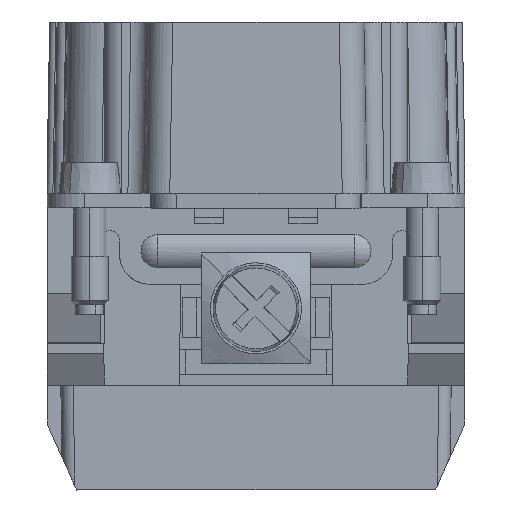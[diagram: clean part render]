
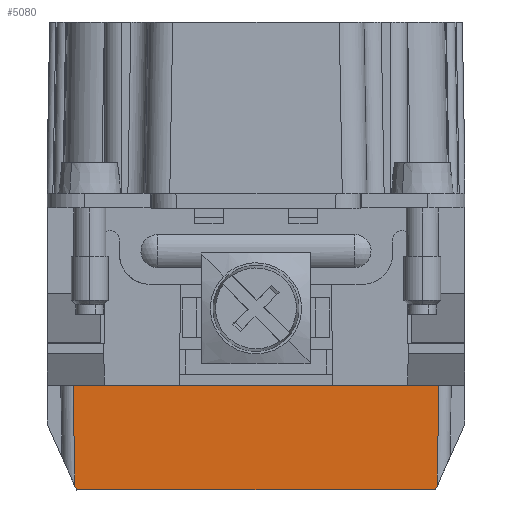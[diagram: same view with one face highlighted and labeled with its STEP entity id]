
A CAD part, front view. The second image highlights one B-rep face of the part: STEP entity #5080.
In plain terms, the highlighted planar face has unit normal (0, -1, -0.009).
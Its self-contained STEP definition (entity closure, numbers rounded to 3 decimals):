
#5005=AXIS2_PLACEMENT_3D('Plane Axis2P3D',#5002,#5003,#5004) ;
#3602=CARTESIAN_POINT('Vertex',(2.95,13.5,8.5)) ;
#3674=CARTESIAN_POINT('Vertex',(2.099,13.5,8.5)) ;
#3677=CARTESIAN_POINT('Line Origine',(2.525,13.5,8.5)) ;
#5002=CARTESIAN_POINT('Axis2P3D Location',(-118.099,13.5,8.45)) ;
#5007=CARTESIAN_POINT('Line Origine',(2.171,13.535,4.409)) ;
#5011=CARTESIAN_POINT('Vertex',(2.242,13.571,0.317)) ;
#5014=CARTESIAN_POINT('Line Origine',(2.313,13.572,0.159)) ;
#5018=CARTESIAN_POINT('Vertex',(2.383,13.574,0.)) ;
#5021=CARTESIAN_POINT('Line Origine',(16.95,13.574,0.)) ;
#5025=CARTESIAN_POINT('Vertex',(31.517,13.574,0.)) ;
#5028=CARTESIAN_POINT('Line Origine',(31.587,13.572,0.159)) ;
#5032=CARTESIAN_POINT('Vertex',(31.658,13.571,0.317)) ;
#5035=CARTESIAN_POINT('Line Origine',(31.729,13.535,4.409)) ;
#5039=CARTESIAN_POINT('Vertex',(31.801,13.5,8.5)) ;
#5042=CARTESIAN_POINT('Line Origine',(31.375,13.5,8.5)) ;
#5046=CARTESIAN_POINT('Vertex',(30.95,13.5,8.5)) ;
#5049=CARTESIAN_POINT('Line Origine',(30.95,13.5,8.475)) ;
#5053=CARTESIAN_POINT('Vertex',(30.951,13.5,8.45)) ;
#5056=CARTESIAN_POINT('Line Origine',(16.95,13.5,8.45)) ;
#5060=CARTESIAN_POINT('Vertex',(2.949,13.5,8.45)) ;
#5063=CARTESIAN_POINT('Line Origine',(2.95,13.5,8.475)) ;
#3678=DIRECTION('Vector Direction',(-1.,0.,0.)) ;
#5003=DIRECTION('Axis2P3D Direction',(0.,1.,0.009)) ;
#5004=DIRECTION('Axis2P3D XDirection',(1.,0.,0.)) ;
#5008=DIRECTION('Vector Direction',(-0.017,-0.009,1.)) ;
#5015=DIRECTION('Vector Direction',(-0.407,-0.008,0.914)) ;
#5022=DIRECTION('Vector Direction',(1.,0.,0.)) ;
#5029=DIRECTION('Vector Direction',(-0.407,0.008,-0.914)) ;
#5036=DIRECTION('Vector Direction',(-0.017,0.009,-1.)) ;
#5043=DIRECTION('Vector Direction',(-1.,0.,0.)) ;
#5050=DIRECTION('Vector Direction',(0.017,0.009,-1.)) ;
#5057=DIRECTION('Vector Direction',(1.,0.,0.)) ;
#5064=DIRECTION('Vector Direction',(-0.017,0.009,-1.)) ;
#3679=VECTOR('Line Direction',#3678,1.) ;
#5009=VECTOR('Line Direction',#5008,1.) ;
#5016=VECTOR('Line Direction',#5015,1.) ;
#5023=VECTOR('Line Direction',#5022,1.) ;
#5030=VECTOR('Line Direction',#5029,1.) ;
#5037=VECTOR('Line Direction',#5036,1.) ;
#5044=VECTOR('Line Direction',#5043,1.) ;
#5051=VECTOR('Line Direction',#5050,1.) ;
#5058=VECTOR('Line Direction',#5057,1.) ;
#5065=VECTOR('Line Direction',#5064,1.) ;
#5069=ORIENTED_EDGE('',*,*,#5013,.F.) ;
#5070=ORIENTED_EDGE('',*,*,#5020,.F.) ;
#5071=ORIENTED_EDGE('',*,*,#5027,.T.) ;
#5072=ORIENTED_EDGE('',*,*,#5034,.F.) ;
#5073=ORIENTED_EDGE('',*,*,#5041,.F.) ;
#5074=ORIENTED_EDGE('',*,*,#5048,.T.) ;
#5075=ORIENTED_EDGE('',*,*,#5055,.T.) ;
#5076=ORIENTED_EDGE('',*,*,#5062,.F.) ;
#5077=ORIENTED_EDGE('',*,*,#5067,.F.) ;
#5078=ORIENTED_EDGE('',*,*,#3681,.T.) ;
#5080=ADVANCED_FACE('Hauptk\X2\00F6\X0\rper',(#5079),#5006,.F.) ;
#3681=EDGE_CURVE('',#3603,#3675,#3680,.T.) ;
#5013=EDGE_CURVE('',#5012,#3675,#5010,.T.) ;
#5020=EDGE_CURVE('',#5019,#5012,#5017,.T.) ;
#5027=EDGE_CURVE('',#5019,#5026,#5024,.T.) ;
#5034=EDGE_CURVE('',#5033,#5026,#5031,.T.) ;
#5041=EDGE_CURVE('',#5040,#5033,#5038,.T.) ;
#5048=EDGE_CURVE('',#5040,#5047,#5045,.T.) ;
#5055=EDGE_CURVE('',#5047,#5054,#5052,.T.) ;
#5062=EDGE_CURVE('',#5061,#5054,#5059,.T.) ;
#5067=EDGE_CURVE('',#3603,#5061,#5066,.T.) ;
#5068=EDGE_LOOP('',(#5069,#5070,#5071,#5072,#5073,#5074,#5075,#5076,#5077,#5078)) ;
#5079=FACE_OUTER_BOUND('',#5068,.T.) ;
#3680=LINE('Line',#3677,#3679) ;
#5010=LINE('Line',#5007,#5009) ;
#5017=LINE('Line',#5014,#5016) ;
#5024=LINE('Line',#5021,#5023) ;
#5031=LINE('Line',#5028,#5030) ;
#5038=LINE('Line',#5035,#5037) ;
#5045=LINE('Line',#5042,#5044) ;
#5052=LINE('Line',#5049,#5051) ;
#5059=LINE('Line',#5056,#5058) ;
#5066=LINE('Line',#5063,#5065) ;
#5006=PLANE('',#5005) ;
#3603=VERTEX_POINT('',#3602) ;
#3675=VERTEX_POINT('',#3674) ;
#5012=VERTEX_POINT('',#5011) ;
#5019=VERTEX_POINT('',#5018) ;
#5026=VERTEX_POINT('',#5025) ;
#5033=VERTEX_POINT('',#5032) ;
#5040=VERTEX_POINT('',#5039) ;
#5047=VERTEX_POINT('',#5046) ;
#5054=VERTEX_POINT('',#5053) ;
#5061=VERTEX_POINT('',#5060) ;
